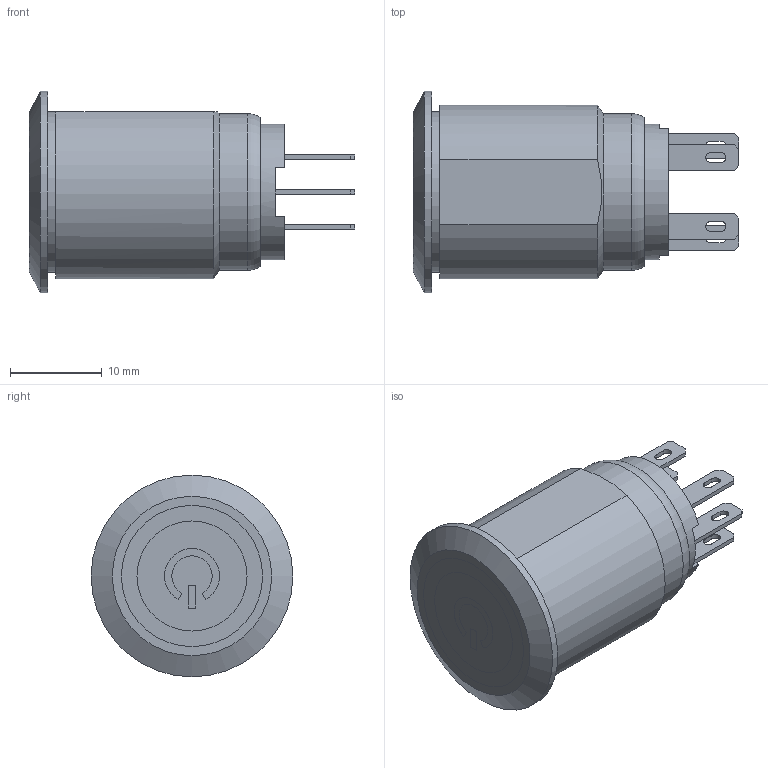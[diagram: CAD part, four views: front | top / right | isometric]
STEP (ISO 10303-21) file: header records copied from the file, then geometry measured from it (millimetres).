
FILE_DESCRIPTION(/* description */ (''),/* implementation_level */ '2;1');
FILE_NAME(/* name */ 'PV4F2Y0xx-3xx-M01.stp',/* time_stamp */ '2026-01-15T10:20:35-06:00',/* author */ ('mroman'),/* organization */ (''),/* preprocessor_version */ 'ST-DEVELOPER v18.1',/* originating_system */ 'Autodesk Inventor 2022',/* authorisation */ '');
FILE_SCHEMA (('AUTOMOTIVE_DESIGN { 1 0 10303 214 3 1 1 }'));
Length unit declared in the file: inch
Products named in the file (1): PV4F2Y0xx-3xx-M01
Bounding box: 35.51 x 22 x 22 mm (x, y, z)
Volume: 4922.9 mm3; surface area: 3784.1 mm2
Topology: 1 solids, 2 shells, 222 faces, 576 edges, 384 vertices
Faces by surface type: plane 162, bspline 31, cylinder 25, cone 2, torus 2
Full cylindrical faces by diameter (mm): 11.2 x1, 12 x1, 14.8 x1, 15.4 x1, 15.6 x1, 17.1 x1, 17.5 x1, 22 x1
Entity records: 7061 total; most frequent: CARTESIAN_POINT 1683, ORIENTED_EDGE 1152, DIRECTION 963, EDGE_CURVE 576, LINE 447, VECTOR 447, VERTEX_POINT 384, EDGE_LOOP 260
